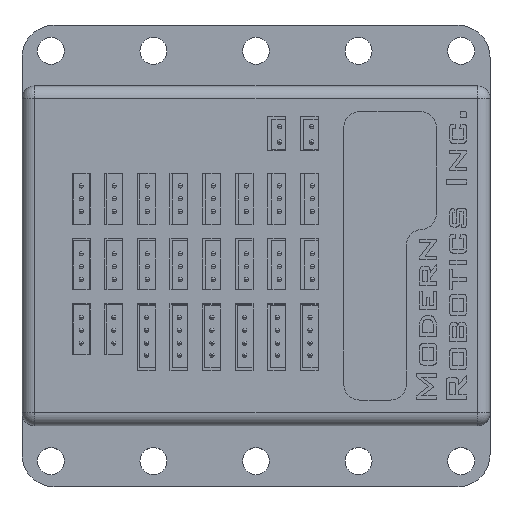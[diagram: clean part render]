
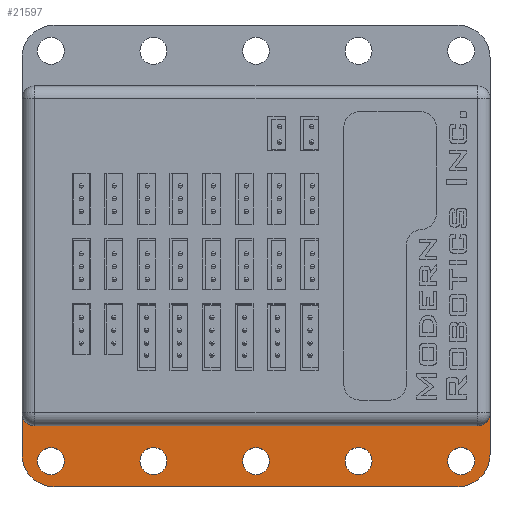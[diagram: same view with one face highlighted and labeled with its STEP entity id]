
A CAD part, top view. The second image highlights one B-rep face of the part: STEP entity #21597.
In plain terms, the highlighted planar face has unit normal (0, 0, 1).
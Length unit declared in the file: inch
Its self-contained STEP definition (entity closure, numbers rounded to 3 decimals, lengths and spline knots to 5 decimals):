
#1407=DIRECTION('',(0.,-1.,0.));
#1408=VECTOR('',#1407,0.25591);
#1409=CARTESIAN_POINT('',(0.75984,-1.48244,
0.91872));
#1410=LINE('',#1409,#1408);
#1463=DIRECTION('',(0.,1.,0.));
#1464=VECTOR('',#1463,0.25591);
#1465=CARTESIAN_POINT('',(-2.11417,-1.73834,
0.91872));
#1466=LINE('',#1465,#1464);
#1498=DIRECTION('',(1.,0.,0.));
#1499=VECTOR('',#1498,2.71654);
#1500=CARTESIAN_POINT('',(-2.03543,-1.56118,
0.91872));
#1501=LINE('',#1500,#1499);
#1505=CARTESIAN_POINT('',(0.6811,-1.48244,
0.91872));
#1506=DIRECTION('',(0.,0.,-1.));
#1507=DIRECTION('',(1.,0.,0.));
#1508=AXIS2_PLACEMENT_3D('',#1505,#1506,#1507);
#1513=CARTESIAN_POINT('',(0.56299,-1.73834,
0.91872));
#1514=DIRECTION('',(0.,0.,1.));
#1515=DIRECTION('',(0.,-1.,0.));
#1516=AXIS2_PLACEMENT_3D('',#1513,#1514,#1515);
#1521=CARTESIAN_POINT('',(-1.91732,-1.73834,
0.91872));
#1522=DIRECTION('',(0.,0.,1.));
#1523=DIRECTION('',(-1.,0.,0.));
#1524=AXIS2_PLACEMENT_3D('',#1521,#1522,#1523);
#1529=CARTESIAN_POINT('',(-2.03543,-1.48244,
0.91872));
#1530=DIRECTION('',(0.,0.,-1.));
#1531=DIRECTION('',(0.,-1.,0.));
#1532=AXIS2_PLACEMENT_3D('',#1529,#1530,#1531);
#1537=CARTESIAN_POINT('',(0.58268,-1.77771,
0.91872));
#1538=DIRECTION('',(0.,0.,-1.));
#1539=DIRECTION('',(1.,0.,0.));
#1540=AXIS2_PLACEMENT_3D('',#1537,#1538,#1539);
#1545=CARTESIAN_POINT('',(0.58268,-1.77771,
0.91872));
#1546=DIRECTION('',(0.,0.,-1.));
#1547=DIRECTION('',(-1.,0.,0.));
#1548=AXIS2_PLACEMENT_3D('',#1545,#1546,#1547);
#1553=CARTESIAN_POINT('',(-0.04724,-1.77771,
0.91872));
#1554=DIRECTION('',(0.,0.,-1.));
#1555=DIRECTION('',(1.,0.,0.));
#1556=AXIS2_PLACEMENT_3D('',#1553,#1554,#1555);
#1561=CARTESIAN_POINT('',(-0.04724,-1.77771,
0.91872));
#1562=DIRECTION('',(0.,0.,-1.));
#1563=DIRECTION('',(-1.,0.,0.));
#1564=AXIS2_PLACEMENT_3D('',#1561,#1562,#1563);
#1569=CARTESIAN_POINT('',(-0.67717,-1.77771,
0.91872));
#1570=DIRECTION('',(0.,0.,-1.));
#1571=DIRECTION('',(1.,0.,0.));
#1572=AXIS2_PLACEMENT_3D('',#1569,#1570,#1571);
#1577=CARTESIAN_POINT('',(-0.67717,-1.77771,
0.91872));
#1578=DIRECTION('',(0.,0.,-1.));
#1579=DIRECTION('',(-1.,0.,0.));
#1580=AXIS2_PLACEMENT_3D('',#1577,#1578,#1579);
#1585=CARTESIAN_POINT('',(-1.30709,-1.77771,
0.91872));
#1586=DIRECTION('',(0.,0.,-1.));
#1587=DIRECTION('',(1.,0.,0.));
#1588=AXIS2_PLACEMENT_3D('',#1585,#1586,#1587);
#1593=CARTESIAN_POINT('',(-1.30709,-1.77771,
0.91872));
#1594=DIRECTION('',(0.,0.,-1.));
#1595=DIRECTION('',(-1.,0.,0.));
#1596=AXIS2_PLACEMENT_3D('',#1593,#1594,#1595);
#1601=CARTESIAN_POINT('',(-1.93701,-1.77771,
0.91872));
#1602=DIRECTION('',(0.,0.,-1.));
#1603=DIRECTION('',(1.,0.,0.));
#1604=AXIS2_PLACEMENT_3D('',#1601,#1602,#1603);
#1609=CARTESIAN_POINT('',(-1.93701,-1.77771,
0.91872));
#1610=DIRECTION('',(0.,0.,-1.));
#1611=DIRECTION('',(-1.,0.,0.));
#1612=AXIS2_PLACEMENT_3D('',#1609,#1610,#1611);
#1865=DIRECTION('',(-1.,0.,0.));
#1866=VECTOR('',#1865,2.48031);
#1867=CARTESIAN_POINT('',(0.56299,-1.93519,
0.91872));
#1868=LINE('',#1867,#1866);
#18861=CARTESIAN_POINT('',(0.75984,-1.48244,
0.91872));
#18862=VERTEX_POINT('',#18861);
#18863=CARTESIAN_POINT('',(0.75984,-1.73834,
0.91872));
#18864=VERTEX_POINT('',#18863);
#18871=CARTESIAN_POINT('',(0.6811,-1.56118,
0.91872));
#18872=VERTEX_POINT('',#18871);
#18873=CARTESIAN_POINT('',(-2.03543,-1.56118,
0.91872));
#18874=VERTEX_POINT('',#18873);
#18883=CARTESIAN_POINT('',(-2.11417,-1.73834,
0.91872));
#18884=VERTEX_POINT('',#18883);
#18885=CARTESIAN_POINT('',(-2.11417,-1.48244,
0.91872));
#18886=VERTEX_POINT('',#18885);
#18897=CARTESIAN_POINT('',(-1.91732,-1.93519,
0.91872));
#18898=VERTEX_POINT('',#18897);
#18899=CARTESIAN_POINT('',(0.56299,-1.93519,
0.91872));
#18900=VERTEX_POINT('',#18899);
#19898=CARTESIAN_POINT('',(0.5,-1.77771,
0.91872));
#19900=VERTEX_POINT('',#19898);
#19902=CARTESIAN_POINT('',(0.66535,-1.77771,
0.91872));
#19904=VERTEX_POINT('',#19902);
#19914=CARTESIAN_POINT('',(-0.12992,-1.77771,
0.91872));
#19916=VERTEX_POINT('',#19914);
#19918=CARTESIAN_POINT('',(0.03543,-1.77771,
0.91872));
#19920=VERTEX_POINT('',#19918);
#19930=CARTESIAN_POINT('',(-0.75984,-1.77771,
0.91872));
#19932=VERTEX_POINT('',#19930);
#19934=CARTESIAN_POINT('',(-0.59449,-1.77771,
0.91872));
#19936=VERTEX_POINT('',#19934);
#19946=CARTESIAN_POINT('',(-1.38976,-1.77771,
0.91872));
#19948=VERTEX_POINT('',#19946);
#19950=CARTESIAN_POINT('',(-1.22441,-1.77771,
0.91872));
#19952=VERTEX_POINT('',#19950);
#19962=CARTESIAN_POINT('',(-2.01969,-1.77771,
0.91872));
#19964=VERTEX_POINT('',#19962);
#19966=CARTESIAN_POINT('',(-1.85433,-1.77771,
0.91872));
#19968=VERTEX_POINT('',#19966);
#21549=CARTESIAN_POINT('',(-0.67717,-0.51787,
0.91872));
#21550=DIRECTION('',(0.,0.,1.));
#21551=DIRECTION('',(1.,0.,0.));
#21552=AXIS2_PLACEMENT_3D('',#21549,#21550,#21551);
#21553=PLANE('',#21552);
#21554=ORIENTED_EDGE('',*,*,#21536,.T.);
#21555=ORIENTED_EDGE('',*,*,#21369,.F.);
#21556=ORIENTED_EDGE('',*,*,#21400,.T.);
#21558=ORIENTED_EDGE('',*,*,#21557,.F.);
#21560=ORIENTED_EDGE('',*,*,#21559,.T.);
#21562=ORIENTED_EDGE('',*,*,#21561,.F.);
#21563=ORIENTED_EDGE('',*,*,#21486,.T.);
#21564=ORIENTED_EDGE('',*,*,#21515,.F.);
#21565=EDGE_LOOP('',(#21554,#21555,#21556,#21558,#21560,#21562,#21563,#21564));
#21566=FACE_OUTER_BOUND('',#21565,.F.);
#21568=ORIENTED_EDGE('',*,*,#21567,.F.);
#21570=ORIENTED_EDGE('',*,*,#21569,.F.);
#21571=EDGE_LOOP('',(#21568,#21570));
#21572=FACE_BOUND('',#21571,.F.);
#21574=ORIENTED_EDGE('',*,*,#21573,.F.);
#21576=ORIENTED_EDGE('',*,*,#21575,.F.);
#21577=EDGE_LOOP('',(#21574,#21576));
#21578=FACE_BOUND('',#21577,.F.);
#21580=ORIENTED_EDGE('',*,*,#21579,.F.);
#21582=ORIENTED_EDGE('',*,*,#21581,.F.);
#21583=EDGE_LOOP('',(#21580,#21582));
#21584=FACE_BOUND('',#21583,.F.);
#21586=ORIENTED_EDGE('',*,*,#21585,.F.);
#21588=ORIENTED_EDGE('',*,*,#21587,.F.);
#21589=EDGE_LOOP('',(#21586,#21588));
#21590=FACE_BOUND('',#21589,.F.);
#21592=ORIENTED_EDGE('',*,*,#21591,.F.);
#21594=ORIENTED_EDGE('',*,*,#21593,.F.);
#21595=EDGE_LOOP('',(#21592,#21594));
#21596=FACE_BOUND('',#21595,.F.);
#1509=CIRCLE('',#1508,0.07874);
#1517=CIRCLE('',#1516,0.19685);
#1525=CIRCLE('',#1524,0.19685);
#1533=CIRCLE('',#1532,0.07874);
#1541=CIRCLE('',#1540,0.08268);
#1549=CIRCLE('',#1548,0.08268);
#1557=CIRCLE('',#1556,0.08268);
#1565=CIRCLE('',#1564,0.08268);
#1573=CIRCLE('',#1572,0.08268);
#1581=CIRCLE('',#1580,0.08268);
#1589=CIRCLE('',#1588,0.08268);
#1597=CIRCLE('',#1596,0.08268);
#1605=CIRCLE('',#1604,0.08268);
#1613=CIRCLE('',#1612,0.08268);
#21369=EDGE_CURVE('',#18862,#18872,#1509,.T.);
#21400=EDGE_CURVE('',#18862,#18864,#1410,.T.);
#21486=EDGE_CURVE('',#18884,#18886,#1466,.T.);
#21515=EDGE_CURVE('',#18874,#18886,#1533,.T.);
#21536=EDGE_CURVE('',#18874,#18872,#1501,.T.);
#21557=EDGE_CURVE('',#18900,#18864,#1517,.T.);
#21559=EDGE_CURVE('',#18900,#18898,#1868,.T.);
#21561=EDGE_CURVE('',#18884,#18898,#1525,.T.);
#21567=EDGE_CURVE('',#19904,#19900,#1541,.T.);
#21569=EDGE_CURVE('',#19900,#19904,#1549,.T.);
#21573=EDGE_CURVE('',#19920,#19916,#1557,.T.);
#21575=EDGE_CURVE('',#19916,#19920,#1565,.T.);
#21579=EDGE_CURVE('',#19936,#19932,#1573,.T.);
#21581=EDGE_CURVE('',#19932,#19936,#1581,.T.);
#21585=EDGE_CURVE('',#19952,#19948,#1589,.T.);
#21587=EDGE_CURVE('',#19948,#19952,#1597,.T.);
#21591=EDGE_CURVE('',#19968,#19964,#1605,.T.);
#21593=EDGE_CURVE('',#19964,#19968,#1613,.T.);
#21597=ADVANCED_FACE('',(#21566,#21572,#21578,#21584,#21590,#21596),#21553,.T.);
